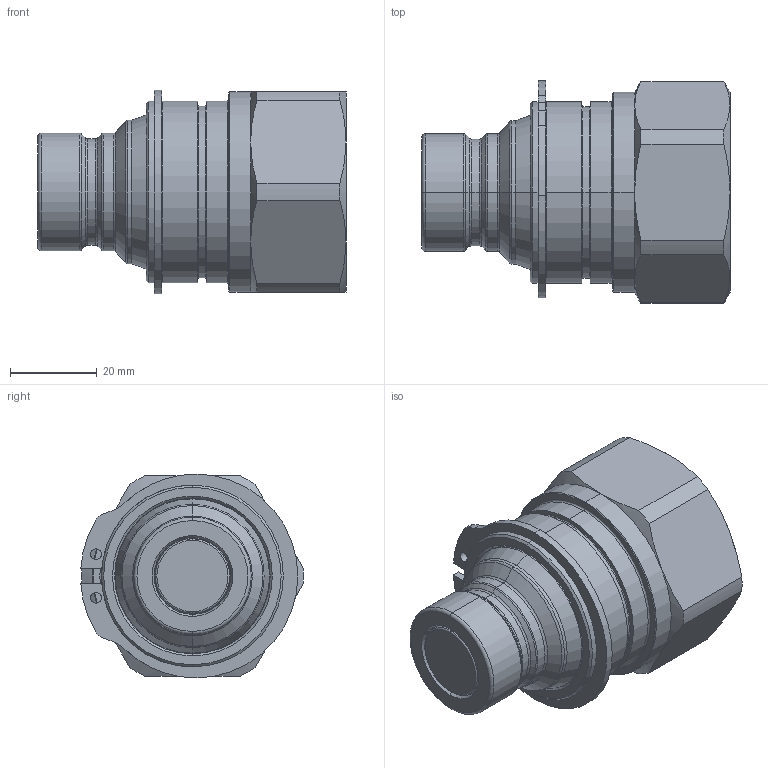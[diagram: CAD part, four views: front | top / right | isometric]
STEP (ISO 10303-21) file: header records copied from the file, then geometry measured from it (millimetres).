
FILE_DESCRIPTION (( 'STEP AP214' ), '1' );
FILE_NAME ('FEMP-622-12FB.STEP', '2014-06-11T07:32:02', ( 'admin' ), ( 'Microsoft' ), 'SwSTEP 2.0', 'SolidWorks 2009', '' );
FILE_SCHEMA (( 'AUTOMOTIVE_DESIGN' ));
Length unit declared in the file: millimetre
Products named in the file (1): FEMP-622-12FB
Bounding box: 70.85 x 51.17 x 46.87 mm (x, y, z)
Volume: 80749.2 mm3; surface area: 15379.2 mm2
Topology: 1 solids, 1 shells, 133 faces, 296 edges, 174 vertices
Faces by surface type: cylinder 50, cone 34, torus 25, plane 24
Entity records: 3833 total; most frequent: CARTESIAN_POINT 776, DIRECTION 712, ORIENTED_EDGE 592, AXIS2_PLACEMENT_3D 310, EDGE_CURVE 296, CIRCLE 176, VERTEX_POINT 174, EDGE_LOOP 146
